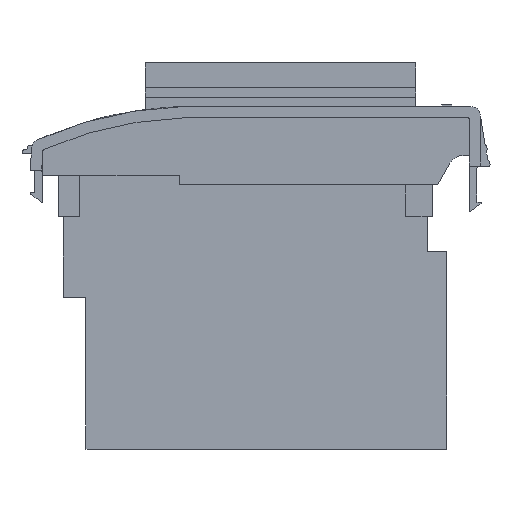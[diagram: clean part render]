
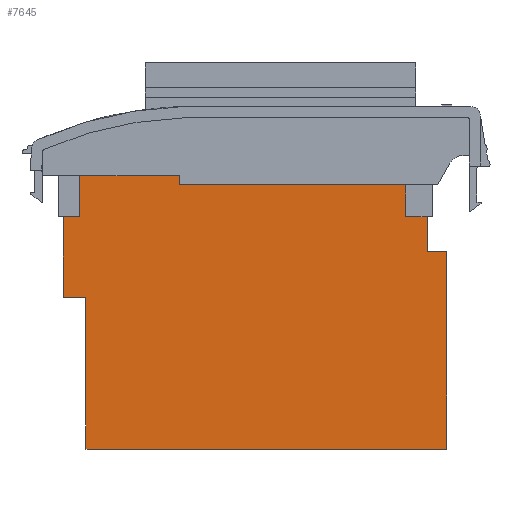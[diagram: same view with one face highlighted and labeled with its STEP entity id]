
A CAD part, left-side view. The second image highlights one B-rep face of the part: STEP entity #7645.
In plain terms, the highlighted planar face has unit normal (-1, 0, 0).
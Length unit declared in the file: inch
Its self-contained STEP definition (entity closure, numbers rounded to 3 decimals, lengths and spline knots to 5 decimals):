
#602 = CARTESIAN_POINT ( 'NONE',  ( 1.84006, 3.99348, 0.505 ) ) ;
#6252 = EDGE_CURVE ( 'NONE', #6398, #6282, #12904, .T. ) ;
#6258 = EDGE_CURVE ( 'NONE', #6282, #6419, #12977, .T. ) ;
#6265 = EDGE_CURVE ( 'NONE', #12192, #6398, #12931, .T. ) ;
#6282 = VERTEX_POINT ( 'NONE', #13010 ) ;
#6398 = VERTEX_POINT ( 'NONE', #13138 ) ;
#6419 = VERTEX_POINT ( 'NONE', #13042 ) ;
#7101 = EDGE_CURVE ( 'NONE', #7844, #7122, #13419, .T. ) ;
#7104 = EDGE_CURVE ( 'NONE', #7248, #7844, #13458, .T. ) ;
#7122 = VERTEX_POINT ( 'NONE', #13570 ) ;
#7185 = EDGE_CURVE ( 'NONE', #7245, #7248, #13587, .T. ) ;
#7245 = VERTEX_POINT ( 'NONE', #13495 ) ;
#7248 = VERTEX_POINT ( 'NONE', #13494 ) ;
#7431 = EDGE_CURVE ( 'NONE', #7122, #12192, #13837, .T. ) ;
#7435 = VERTEX_POINT ( 'NONE', #13833 ) ;
#7465 = ORIENTED_EDGE ( 'NONE', *, *, #7185, .F. ) ;
#7466 = ORIENTED_EDGE ( 'NONE', *, *, #7484, .F. ) ;
#7467 = ORIENTED_EDGE ( 'NONE', *, *, #7560, .F. ) ;
#7484 = EDGE_CURVE ( 'NONE', #7561, #7245, #13795, .T. ) ;
#7547 = EDGE_LOOP ( 'NONE', ( #7549, #7735, #7737, #7739, #7741, #7554, #7556, #7465, #7466, #7467, #7607, #7573 ) ) ;
#7549 = ORIENTED_EDGE ( 'NONE', *, *, #7551, .T. ) ;
#7551 = EDGE_CURVE ( 'NONE', #7601, #6419, #13848, .T. ) ;
#7554 = ORIENTED_EDGE ( 'NONE', *, *, #7101, .F. ) ;
#7556 = ORIENTED_EDGE ( 'NONE', *, *, #7104, .F. ) ;
#7560 = EDGE_CURVE ( 'NONE', #7435, #7561, #13989, .T. ) ;
#7561 = VERTEX_POINT ( 'NONE', #13931 ) ;
#7573 = ORIENTED_EDGE ( 'NONE', *, *, #7580, .F. ) ;
#7580 = EDGE_CURVE ( 'NONE', #7601, #9216, #13903, .T. ) ;
#7596 = EDGE_CURVE ( 'NONE', #9216, #7435, #14071, .T. ) ;
#7601 = VERTEX_POINT ( 'NONE', #14067 ) ;
#7607 = ORIENTED_EDGE ( 'NONE', *, *, #7596, .F. ) ;
#7645 = ADVANCED_FACE ( 'NONE', ( #14079 ), #13893, .T. ) ;
#7735 = ORIENTED_EDGE ( 'NONE', *, *, #6258, .F. ) ;
#7737 = ORIENTED_EDGE ( 'NONE', *, *, #6252, .F. ) ;
#7739 = ORIENTED_EDGE ( 'NONE', *, *, #6265, .F. ) ;
#7741 = ORIENTED_EDGE ( 'NONE', *, *, #7431, .F. ) ;
#7844 = VERTEX_POINT ( 'NONE', #14204 ) ;
#9216 = VERTEX_POINT ( 'NONE', #14767 ) ;
#12192 = VERTEX_POINT ( 'NONE', #602 ) ;
#12865 = DIRECTION ( 'NONE',  ( 0., 0., -1. ) ) ;
#12866 = VECTOR ( 'NONE', #12865, 39.37008 ) ;
#12881 = DIRECTION ( 'NONE',  ( 0., -1., 0. ) ) ;
#12882 = VECTOR ( 'NONE', #12881, 39.37008 ) ;
#12903 = CARTESIAN_POINT ( 'NONE',  ( 1.84006, 3.22916, 0.445 ) ) ;
#12904 = LINE ( 'NONE', #12903, #12866 ) ;
#12928 = DIRECTION ( 'NONE',  ( 0., -1., 0. ) ) ;
#12929 = VECTOR ( 'NONE', #12928, 39.37008 ) ;
#12930 = CARTESIAN_POINT ( 'NONE',  ( 1.84006, 3.22916, 0.505 ) ) ;
#12931 = LINE ( 'NONE', #12930, #12929 ) ;
#12976 = CARTESIAN_POINT ( 'NONE',  ( 1.84006, 1.52916, 0.445 ) ) ;
#12977 = LINE ( 'NONE', #12976, #12882 ) ;
#13010 = CARTESIAN_POINT ( 'NONE',  ( 1.84006, 3.22916, 0.445 ) ) ;
#13042 = CARTESIAN_POINT ( 'NONE',  ( 1.84006, 1.73848, 0.445 ) ) ;
#13138 = CARTESIAN_POINT ( 'NONE',  ( 1.84006, 3.22916, 0.505 ) ) ;
#13416 = DIRECTION ( 'NONE',  ( 0., 1., 0. ) ) ;
#13417 = VECTOR ( 'NONE', #13416, 39.37008 ) ;
#13418 = CARTESIAN_POINT ( 'NONE',  ( 1.84006, 3.99348, -0.295 ) ) ;
#13419 = LINE ( 'NONE', #13418, #13417 ) ;
#13458 = LINE ( 'NONE', #13476, #13475 ) ;
#13468 = DIRECTION ( 'NONE',  ( 0., 1., 0. ) ) ;
#13469 = VECTOR ( 'NONE', #13468, 39.37008 ) ;
#13470 = CARTESIAN_POINT ( 'NONE',  ( 1.84006, 1.46848, -1.295 ) ) ;
#13474 = DIRECTION ( 'NONE',  ( 0., 0., 1. ) ) ;
#13475 = VECTOR ( 'NONE', #13474, 39.37008 ) ;
#13476 = CARTESIAN_POINT ( 'NONE',  ( 1.84006, 3.84348, -0.295 ) ) ;
#13494 = CARTESIAN_POINT ( 'NONE',  ( 1.84006, 3.84348, -1.295 ) ) ;
#13495 = CARTESIAN_POINT ( 'NONE',  ( 1.84006, 1.46848, -1.295 ) ) ;
#13570 = CARTESIAN_POINT ( 'NONE',  ( 1.84006, 3.99348, -0.295 ) ) ;
#13587 = LINE ( 'NONE', #13470, #13469 ) ;
#13792 = DIRECTION ( 'NONE',  ( 0., 0., -1. ) ) ;
#13793 = VECTOR ( 'NONE', #13792, 39.37008 ) ;
#13794 = CARTESIAN_POINT ( 'NONE',  ( 1.84006, 1.46848, 0.005 ) ) ;
#13795 = LINE ( 'NONE', #13794, #13793 ) ;
#13833 = CARTESIAN_POINT ( 'NONE',  ( 1.84006, 1.59848, 0.005 ) ) ;
#13834 = DIRECTION ( 'NONE',  ( 0., 0., 1. ) ) ;
#13835 = VECTOR ( 'NONE', #13834, 39.37008 ) ;
#13836 = CARTESIAN_POINT ( 'NONE',  ( 1.84006, 3.99348, 0.735 ) ) ;
#13837 = LINE ( 'NONE', #13836, #13835 ) ;
#13845 = DIRECTION ( 'NONE',  ( 0., 0., 1. ) ) ;
#13846 = VECTOR ( 'NONE', #13845, 39.37008 ) ;
#13847 = CARTESIAN_POINT ( 'NONE',  ( 1.84006, 1.73848, 0.235 ) ) ;
#13848 = LINE ( 'NONE', #13847, #13846 ) ;
#13889 = DIRECTION ( 'NONE',  ( 0., 0., 1. ) ) ;
#13890 = DIRECTION ( 'NONE',  ( -1., 0., 0. ) ) ;
#13891 = CARTESIAN_POINT ( 'NONE',  ( 1.84006, 3.84348, -1.295 ) ) ;
#13892 = AXIS2_PLACEMENT_3D ( 'NONE', #13891, #13890, #13889 ) ;
#13893 = PLANE ( 'NONE',  #13892 ) ;
#13896 = VECTOR ( 'NONE', #13899, 39.37008 ) ;
#13899 = DIRECTION ( 'NONE',  ( 0., -1., 0. ) ) ;
#13900 = CARTESIAN_POINT ( 'NONE',  ( 1.84006, 1.46848, 0.005 ) ) ;
#13901 = VECTOR ( 'NONE', #13988, 39.37008 ) ;
#13902 = CARTESIAN_POINT ( 'NONE',  ( 1.84006, 3.84348, 0.235 ) ) ;
#13903 = LINE ( 'NONE', #13902, #13901 ) ;
#13931 = CARTESIAN_POINT ( 'NONE',  ( 1.84006, 1.46848, 0.005 ) ) ;
#13988 = DIRECTION ( 'NONE',  ( 0., -1., 0. ) ) ;
#13989 = LINE ( 'NONE', #13900, #13896 ) ;
#14067 = CARTESIAN_POINT ( 'NONE',  ( 1.84006, 1.73848, 0.235 ) ) ;
#14068 = DIRECTION ( 'NONE',  ( 0., 0., -1. ) ) ;
#14069 = VECTOR ( 'NONE', #14068, 39.37008 ) ;
#14070 = CARTESIAN_POINT ( 'NONE',  ( 1.84006, 1.59848, 0.005 ) ) ;
#14071 = LINE ( 'NONE', #14070, #14069 ) ;
#14079 = FACE_OUTER_BOUND ( 'NONE', #7547, .T. ) ;
#14204 = CARTESIAN_POINT ( 'NONE',  ( 1.84006, 3.84348, -0.295 ) ) ;
#14767 = CARTESIAN_POINT ( 'NONE',  ( 1.84006, 1.59848, 0.235 ) ) ;
